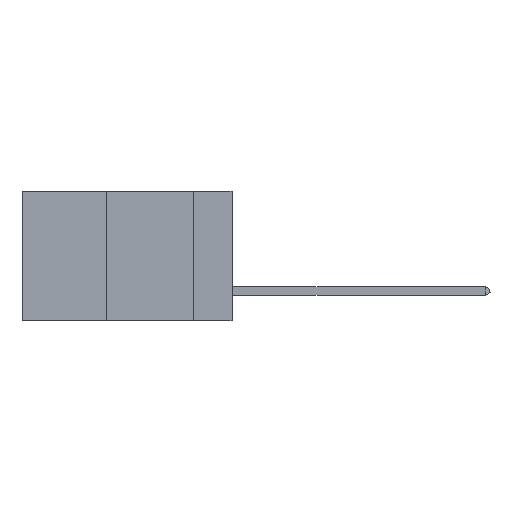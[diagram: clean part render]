
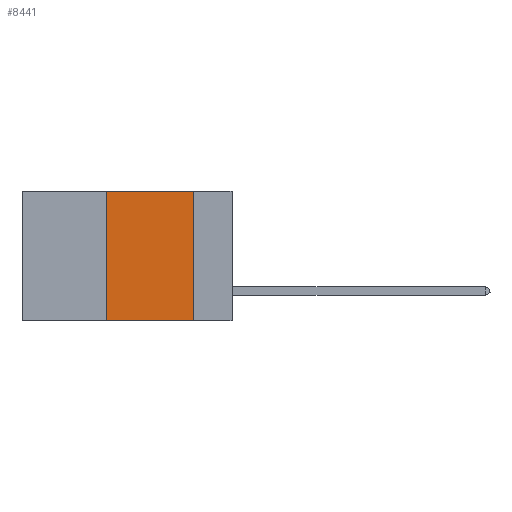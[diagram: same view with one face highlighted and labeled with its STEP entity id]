
A CAD part, left-side view. The second image highlights one B-rep face of the part: STEP entity #8441.
In plain terms, the highlighted planar face has unit normal (-1, 0, 0).
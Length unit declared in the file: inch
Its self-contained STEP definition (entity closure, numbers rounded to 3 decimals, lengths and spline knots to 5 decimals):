
#809 = VECTOR ( 'NONE', #7498, 39.37008 ) ;
#1330 = EDGE_LOOP ( 'NONE', ( #9176, #22960, #16598, #1938 ) ) ;
#1938 = ORIENTED_EDGE ( 'NONE', *, *, #3319, .T. ) ;
#2267 = CARTESIAN_POINT ( 'NONE',  ( 0., 0.11, -0.37 ) ) ;
#2439 = CARTESIAN_POINT ( 'NONE',  ( 0., 0.11, 0. ) ) ;
#3319 = EDGE_CURVE ( 'NONE', #5169, #8186, #21834, .T. ) ;
#4060 = EDGE_CURVE ( 'NONE', #5169, #25449, #14891, .T. ) ;
#4271 = CARTESIAN_POINT ( 'NONE',  ( 0., 0.6, 0. ) ) ;
#4453 = LINE ( 'NONE', #23366, #7523 ) ;
#4757 = AXIS2_PLACEMENT_3D ( 'NONE', #4271, #21629, #8639 ) ;
#5086 = VECTOR ( 'NONE', #5879, 39.37008 ) ;
#5113 = CARTESIAN_POINT ( 'NONE',  ( 0., 0.11, 0. ) ) ;
#5169 = VERTEX_POINT ( 'NONE', #27971 ) ;
#5857 = FACE_OUTER_BOUND ( 'NONE', #1330, .T. ) ;
#5879 = DIRECTION ( 'NONE',  ( 0., 0., 1. ) ) ;
#6155 = CARTESIAN_POINT ( 'NONE',  ( 0., 0.36, 0. ) ) ;
#7498 = DIRECTION ( 'NONE',  ( 0., 0., -1. ) ) ;
#7523 = VECTOR ( 'NONE', #17030, 39.37008 ) ;
#8186 = VERTEX_POINT ( 'NONE', #2267 ) ;
#8441 = ADVANCED_FACE ( 'NONE', ( #5857 ), #15058, .F. ) ;
#8468 = EDGE_CURVE ( 'NONE', #14060, #8186, #16027, .T. ) ;
#8529 = DIRECTION ( 'NONE',  ( 0., -1., 0. ) ) ;
#8639 = DIRECTION ( 'NONE',  ( 0., 0., -1. ) ) ;
#8711 = CARTESIAN_POINT ( 'NONE',  ( 0., 0.6, -0.37 ) ) ;
#9176 = ORIENTED_EDGE ( 'NONE', *, *, #8468, .F. ) ;
#14060 = VERTEX_POINT ( 'NONE', #2439 ) ;
#14891 = LINE ( 'NONE', #20865, #5086 ) ;
#15058 = PLANE ( 'NONE',  #4757 ) ;
#16027 = LINE ( 'NONE', #5113, #809 ) ;
#16598 = ORIENTED_EDGE ( 'NONE', *, *, #4060, .F. ) ;
#17030 = DIRECTION ( 'NONE',  ( 0., -1., 0. ) ) ;
#18629 = EDGE_CURVE ( 'NONE', #25449, #14060, #4453, .T. ) ;
#20478 = VECTOR ( 'NONE', #8529, 39.37008 ) ;
#20865 = CARTESIAN_POINT ( 'NONE',  ( 0., 0.36, 0. ) ) ;
#21629 = DIRECTION ( 'NONE',  ( 1., 0., 0. ) ) ;
#21834 = LINE ( 'NONE', #8711, #20478 ) ;
#22960 = ORIENTED_EDGE ( 'NONE', *, *, #18629, .F. ) ;
#23366 = CARTESIAN_POINT ( 'NONE',  ( 0., 0.6, 0. ) ) ;
#25449 = VERTEX_POINT ( 'NONE', #6155 ) ;
#27971 = CARTESIAN_POINT ( 'NONE',  ( 0., 0.36, -0.37 ) ) ;
